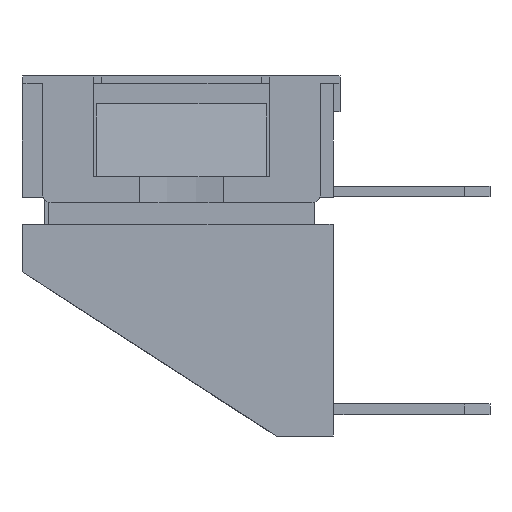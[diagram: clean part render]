
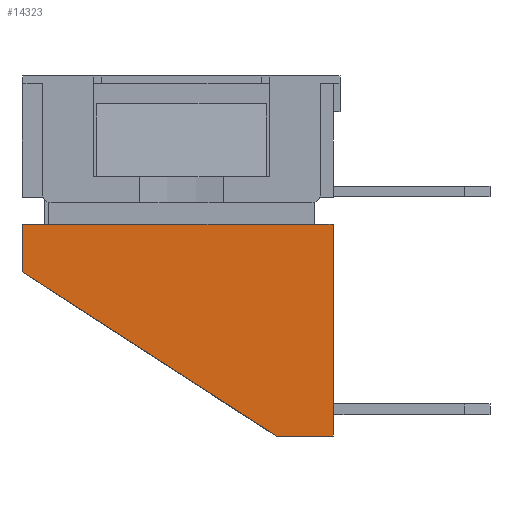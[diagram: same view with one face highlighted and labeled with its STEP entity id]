
A CAD part, front view. The second image highlights one B-rep face of the part: STEP entity #14323.
In plain terms, the highlighted planar face has unit normal (0, -1, 0).
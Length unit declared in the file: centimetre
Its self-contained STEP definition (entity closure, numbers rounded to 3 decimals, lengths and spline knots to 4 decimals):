
#1409=FACE_OUTER_BOUND('',#2204,.T.);
#2204=EDGE_LOOP('',(#12743,#12744,#12745,#12746,#12747,#12748,#12749));
#3831=LINE('',#24788,#5352);
#3837=LINE('',#24799,#5358);
#3841=LINE('',#24806,#5362);
#3842=LINE('',#24808,#5363);
#3843=LINE('',#24810,#5364);
#3844=LINE('',#24811,#5365);
#3845=LINE('',#24812,#5366);
#5352=VECTOR('',#18020,1.);
#5358=VECTOR('',#18028,1.);
#5362=VECTOR('',#18036,1.);
#5363=VECTOR('',#18037,1.);
#5364=VECTOR('',#18038,1.);
#5365=VECTOR('',#18039,1.);
#5366=VECTOR('',#18040,1.);
#6770=VERTEX_POINT('',#24785);
#6771=VERTEX_POINT('',#24787);
#6774=VERTEX_POINT('',#24796);
#6775=VERTEX_POINT('',#24798);
#6776=VERTEX_POINT('',#24805);
#6777=VERTEX_POINT('',#24807);
#6778=VERTEX_POINT('',#24809);
#8794=EDGE_CURVE('',#6771,#6770,#3831,.T.);
#8800=EDGE_CURVE('',#6775,#6774,#3837,.T.);
#8804=EDGE_CURVE('',#6774,#6776,#3841,.T.);
#8805=EDGE_CURVE('',#6777,#6776,#3842,.T.);
#8806=EDGE_CURVE('',#6777,#6778,#3843,.T.);
#8807=EDGE_CURVE('',#6771,#6778,#3844,.T.);
#8808=EDGE_CURVE('',#6770,#6775,#3845,.T.);
#12743=ORIENTED_EDGE('',*,*,#8800,.T.);
#12744=ORIENTED_EDGE('',*,*,#8804,.T.);
#12745=ORIENTED_EDGE('',*,*,#8805,.F.);
#12746=ORIENTED_EDGE('',*,*,#8806,.T.);
#12747=ORIENTED_EDGE('',*,*,#8807,.F.);
#12748=ORIENTED_EDGE('',*,*,#8794,.T.);
#12749=ORIENTED_EDGE('',*,*,#8808,.T.);
#13578=PLANE('',#15130);
#14323=ADVANCED_FACE('',(#1409),#13578,.T.);
#15130=AXIS2_PLACEMENT_3D('',#24804,#18034,#18035);
#18020=DIRECTION('',(0.,0.,1.));
#18028=DIRECTION('',(-1.,0.,0.));
#18034=DIRECTION('center_axis',(0.,-1.,0.));
#18035=DIRECTION('ref_axis',(0.,0.,-1.));
#18036=DIRECTION('',(-1.,0.,0.));
#18037=DIRECTION('',(0.,0.,1.));
#18038=DIRECTION('',(0.84,0.,-0.543));
#18039=DIRECTION('',(-1.,0.,0.));
#18040=DIRECTION('',(-1.,0.,0.));
#24785=CARTESIAN_POINT('',(0.354,-0.349,0.494));
#24787=CARTESIAN_POINT('',(0.354,-0.349,0.));
#24788=CARTESIAN_POINT('',(0.354,-0.349,0.));
#24796=CARTESIAN_POINT('',(-0.31,-0.349,0.494));
#24798=CARTESIAN_POINT('',(0.31,-0.349,0.494));
#24799=CARTESIAN_POINT('',(0.332,-0.349,0.494));
#24804=CARTESIAN_POINT('Origin',(0.354,-0.349,0.));
#24805=CARTESIAN_POINT('',(-0.372,-0.349,0.494));
#24806=CARTESIAN_POINT('',(-0.009,-0.349,0.494));
#24807=CARTESIAN_POINT('',(-0.372,-0.349,0.383));
#24808=CARTESIAN_POINT('',(-0.372,-0.349,0.));
#24809=CARTESIAN_POINT('',(0.221,-0.349,0.));
#24810=CARTESIAN_POINT('',(0.2679,-0.349,-0.0303));
#24811=CARTESIAN_POINT('',(0.354,-0.349,0.));
#24812=CARTESIAN_POINT('',(0.332,-0.349,0.494));
